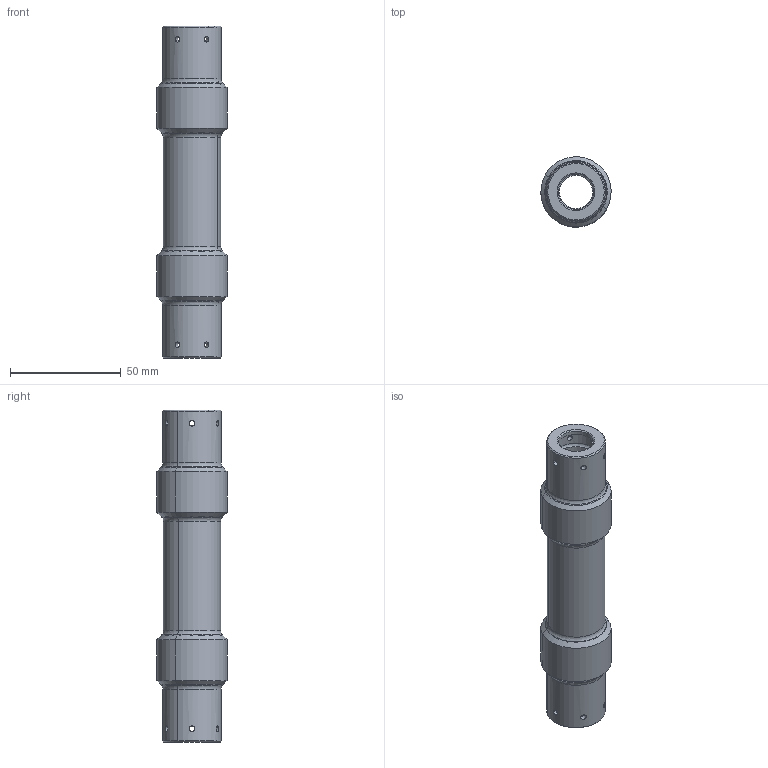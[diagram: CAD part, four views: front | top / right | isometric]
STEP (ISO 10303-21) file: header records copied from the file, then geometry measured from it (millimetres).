
FILE_DESCRIPTION(('CATIA V5 STEP Exchange','CAx-IF Rec.Pracs.--- Model Styling and Organization---1.2---2011-12-15'),'2;1');
FILE_NAME('Z632GC125211_--A_DEF01_SHAFT SPLINED AGB.stp','2020-11-05T10:56:34+00:00',('none'),('none'),'CATIA Version 5 Release 21 SP 4 (IN-10)','CATIA V5 STEP AP214','none');
FILE_SCHEMA(('AUTOMOTIVE_DESIGN { 1 0 10303 214 1 1 1 1 }'));
Length unit declared in the file: millimetre
Products named in the file (1): Z632GC125211_--A_DEF01_SHAFT SPLINED AGB
Bounding box: 31.74 x 31.74 x 150 mm (x, y, z)
Volume: 44833.7 mm3; surface area: 31912 mm2
Topology: 3 solids, 3 shells, 108 faces, 256 edges, 158 vertices
Faces by surface type: cylinder 56, torus 28, cone 20, plane 4
Entity records: 3238 total; most frequent: CARTESIAN_POINT 992, ORIENTED_EDGE 512, DIRECTION 306, EDGE_CURVE 256, AXIS2_PLACEMENT_3D 182, VERTEX_POINT 152, EDGE_LOOP 136, CIRCLE 132
